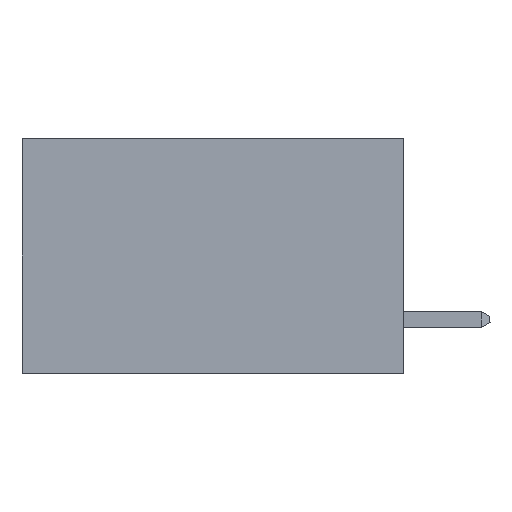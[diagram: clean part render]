
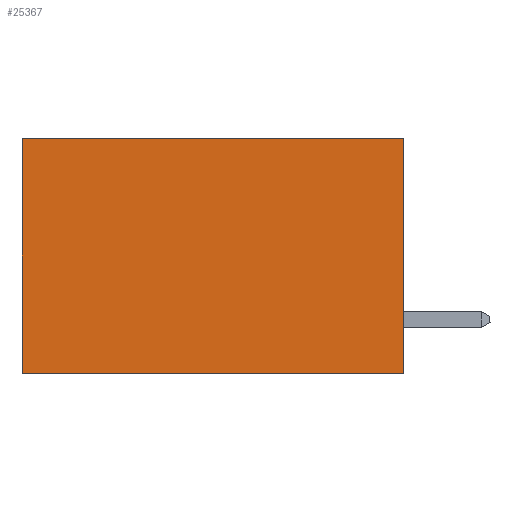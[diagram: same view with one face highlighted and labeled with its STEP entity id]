
A CAD part, left-side view. The second image highlights one B-rep face of the part: STEP entity #25367.
In plain terms, the highlighted planar face has unit normal (-1, 0, 0).
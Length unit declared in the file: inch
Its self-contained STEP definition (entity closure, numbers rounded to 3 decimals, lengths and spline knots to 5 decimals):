
#595 = DIRECTION ( 'NONE',  ( 0., 1., 0. ) ) ;
#1958 = CARTESIAN_POINT ( 'NONE',  ( 0.2875, 0.6, 0. ) ) ;
#2068 = ORIENTED_EDGE ( 'NONE', *, *, #13250, .F. ) ;
#2249 = ORIENTED_EDGE ( 'NONE', *, *, #23973, .T. ) ;
#4122 = VECTOR ( 'NONE', #595, 39.37008 ) ;
#4497 = DIRECTION ( 'NONE',  ( 0., 0., -1. ) ) ;
#6023 = AXIS2_PLACEMENT_3D ( 'NONE', #12589, #15304, #4497 ) ;
#6543 = CARTESIAN_POINT ( 'NONE',  ( 0.2875, 0., 0. ) ) ;
#6675 = EDGE_LOOP ( 'NONE', ( #2249, #14631, #2068, #9319 ) ) ;
#8203 = VECTOR ( 'NONE', #17692, 39.37008 ) ;
#8249 = CARTESIAN_POINT ( 'NONE',  ( 0.2875, 0., -0.37 ) ) ;
#9137 = CARTESIAN_POINT ( 'NONE',  ( 0.2875, 0., 0. ) ) ;
#9281 = CARTESIAN_POINT ( 'NONE',  ( 0.2875, 0., -0.37 ) ) ;
#9319 = ORIENTED_EDGE ( 'NONE', *, *, #25866, .T. ) ;
#12589 = CARTESIAN_POINT ( 'NONE',  ( 0.2875, 0., 0. ) ) ;
#13250 = EDGE_CURVE ( 'NONE', #17169, #19799, #26624, .T. ) ;
#14631 = ORIENTED_EDGE ( 'NONE', *, *, #26609, .F. ) ;
#15116 = LINE ( 'NONE', #8249, #29042 ) ;
#15304 = DIRECTION ( 'NONE',  ( 1., 0., 0. ) ) ;
#15423 = PLANE ( 'NONE',  #6023 ) ;
#17169 = VERTEX_POINT ( 'NONE', #6543 ) ;
#17692 = DIRECTION ( 'NONE',  ( 0., 0., -1. ) ) ;
#18154 = VERTEX_POINT ( 'NONE', #1958 ) ;
#18155 = LINE ( 'NONE', #19514, #4122 ) ;
#18180 = DIRECTION ( 'NONE',  ( 0., 0., -1. ) ) ;
#19514 = CARTESIAN_POINT ( 'NONE',  ( 0.2875, 0., 0. ) ) ;
#19566 = FACE_OUTER_BOUND ( 'NONE', #6675, .T. ) ;
#19669 = LINE ( 'NONE', #25573, #8203 ) ;
#19799 = VERTEX_POINT ( 'NONE', #9281 ) ;
#22082 = DIRECTION ( 'NONE',  ( 0., 1., 0. ) ) ;
#23116 = CARTESIAN_POINT ( 'NONE',  ( 0.2875, 0.6, -0.37 ) ) ;
#23973 = EDGE_CURVE ( 'NONE', #18154, #24043, #19669, .T. ) ;
#24043 = VERTEX_POINT ( 'NONE', #23116 ) ;
#25367 = ADVANCED_FACE ( 'NONE', ( #19566 ), #15423, .F. ) ;
#25573 = CARTESIAN_POINT ( 'NONE',  ( 0.2875, 0.6, 0. ) ) ;
#25866 = EDGE_CURVE ( 'NONE', #17169, #18154, #18155, .T. ) ;
#26531 = VECTOR ( 'NONE', #18180, 39.37008 ) ;
#26609 = EDGE_CURVE ( 'NONE', #19799, #24043, #15116, .T. ) ;
#26624 = LINE ( 'NONE', #9137, #26531 ) ;
#29042 = VECTOR ( 'NONE', #22082, 39.37008 ) ;
